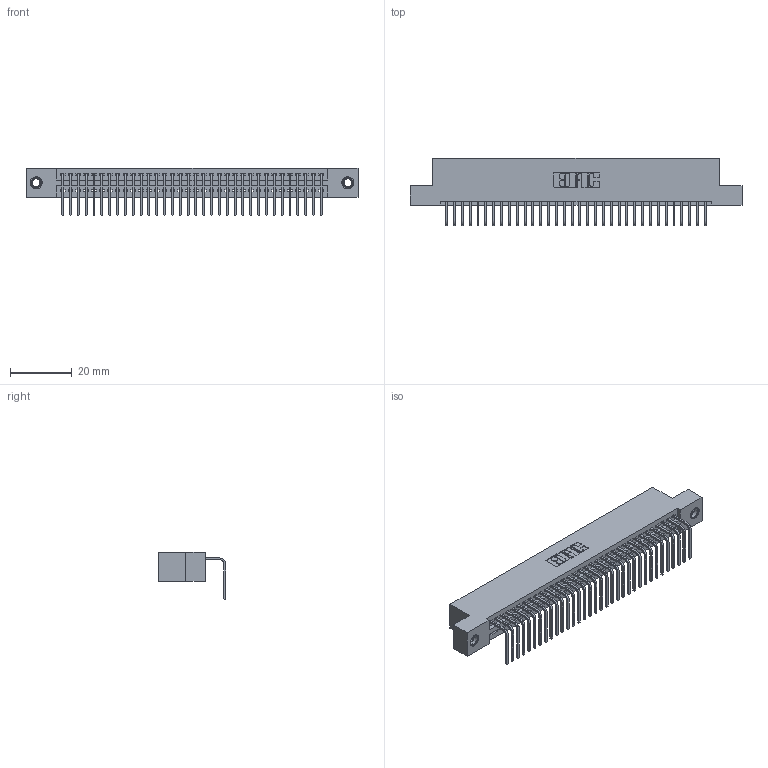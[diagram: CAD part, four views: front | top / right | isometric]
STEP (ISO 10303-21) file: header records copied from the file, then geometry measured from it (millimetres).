
FILE_DESCRIPTION (( 'STEP AP203' ), '1' );
FILE_NAME ('345-034-558-107.STEP', '2019-10-10T14:53:37', ( '' ), ( '' ), 'SwSTEP 2.0', 'SolidWorks 2016', '' );
FILE_SCHEMA (( 'CONFIG_CONTROL_DESIGN' ));
Length unit declared in the file: inch
Products named in the file (4): 345-292-001_558 Tail - 2; 345-250-001_345-250-005-103; 345-034-558-107; 345 Part_Flush Mounting Lugs - 0.156 Dia-TI
Assembly tree (37 placements, depth 2):
  345-034-558-107
    345 Part_Flush Mounting Lugs - 0.156 Dia-TI
    345-292-001_558 Tail - 2  x34
    345-250-001_345-250-005-103  x2
Bounding box: 107.57 x 21.83 x 15.37 mm (x, y, z)
Volume: 10251.2 mm3; surface area: 14212.5 mm2
Topology: 37 solids, 37 shells, 2226 faces, 6665 edges, 4390 vertices
Faces by surface type: plane 1540, cylinder 670, cone 12, torus 4
Entity records: 27936 total; most frequent: CARTESIAN_POINT 4821, ORIENTED_EDGE 4782, DIRECTION 4249, EDGE_CURVE 2391, LINE 2103, VECTOR 2103, VERTEX_POINT 1588, AXIS2_PLACEMENT_3D 1073
